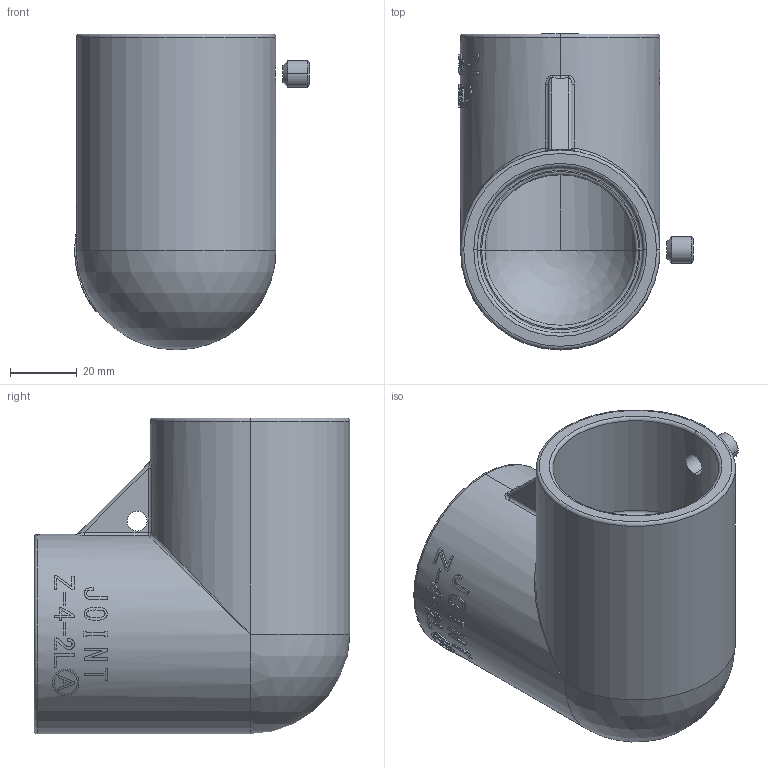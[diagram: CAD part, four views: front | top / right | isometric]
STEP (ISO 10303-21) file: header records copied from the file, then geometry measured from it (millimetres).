
FILE_DESCRIPTION (( 'STEP AP214' ), '1' );
FILE_NAME ('Z-4-2L.STEP', '2015-11-23T12:33:29', ( 'user' ), ( 'Hewlett-Packard Company' ), 'SwSTEP 2.0', 'SolidWorks 2014', '' );
FILE_SCHEMA (( 'AUTOMOTIVE_DESIGN' ));
Length unit declared in the file: millimetre
Products named in the file (3): hexagon socket set screw cup point_jis_JIS B 1177 Cup point M8 x 8 --N; part_Z-4-2L; Z-4-2L
Assembly tree (3 placements, depth 2):
  Z-4-2L
    part_Z-4-2L
    hexagon socket set screw cup point_jis_JIS B 1177 Cup point M8 x 8 --N  x2
Bounding box: 70.5 x 95 x 95 mm (x, y, z)
Volume: 114290.8 mm3; surface area: 47068.6 mm2
Topology: 3 solids, 3 shells, 268 faces, 671 edges, 416 vertices
Faces by surface type: plane 118, bspline 60, cylinder 50, torus 24, cone 12, sphere 4
Entity records: 10010 total; most frequent: CARTESIAN_POINT 4220, ORIENTED_EDGE 1246, DIRECTION 1060, EDGE_CURVE 623, VERTEX_POINT 395, AXIS2_PLACEMENT_3D 395, EDGE_LOOP 280, LINE 270
